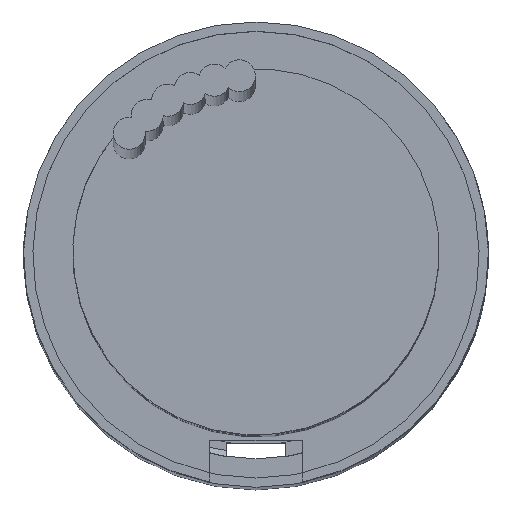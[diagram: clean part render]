
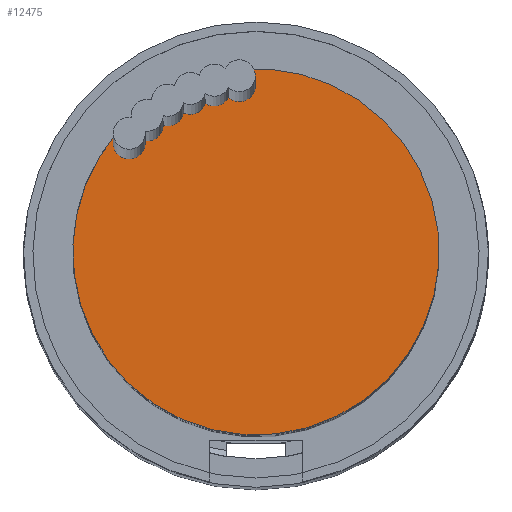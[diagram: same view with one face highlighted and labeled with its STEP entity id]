
A CAD part, top view. The second image highlights one B-rep face of the part: STEP entity #12475.
In plain terms, the highlighted planar face has unit normal (0, 0, 1).
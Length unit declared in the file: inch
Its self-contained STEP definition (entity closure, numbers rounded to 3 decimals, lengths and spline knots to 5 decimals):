
#5445 = CARTESIAN_POINT ( 'NONE',  ( 3.18559, 4.61959, 5.33742 ) ) ;
#5446 = DIRECTION ( 'NONE',  ( -0.807, -0.591, 0. ) ) ;
#5447 = DIRECTION ( 'NONE',  ( 0., 0., 1. ) ) ;
#5448 = CARTESIAN_POINT ( 'NONE',  ( 3.1873, 4.60242, 5.33742 ) ) ;
#5449 = AXIS2_PLACEMENT_3D ( 'NONE', #5448, #5447, #5446 ) ;
#5450 = CIRCLE ( 'NONE', #5449, 0.01725 ) ;
#5673 = CARTESIAN_POINT ( 'NONE',  ( 3.36413, 4.53996, 5.33742 ) ) ;
#5674 = CARTESIAN_POINT ( 'NONE',  ( 3.04625, 4.30717, 5.33742 ) ) ;
#5675 = DIRECTION ( 'NONE',  ( -0.807, -0.591, 0. ) ) ;
#5676 = DIRECTION ( 'NONE',  ( 0., 0., 1. ) ) ;
#5677 = AXIS2_PLACEMENT_3D ( 'NONE', #5683, #5676, #5675 ) ;
#5678 = CIRCLE ( 'NONE', #5677, 0.197 ) ;
#5683 = CARTESIAN_POINT ( 'NONE',  ( 3.20519, 4.42357, 5.33742 ) ) ;
#5729 = CARTESIAN_POINT ( 'NONE',  ( 3.05575, 4.55193, 5.33742 ) ) ;
#5730 = DIRECTION ( 'NONE',  ( -0.807, -0.591, 0. ) ) ;
#5731 = DIRECTION ( 'NONE',  ( 0., 0., 1. ) ) ;
#5732 = CARTESIAN_POINT ( 'NONE',  ( 3.20519, 4.42357, 5.33742 ) ) ;
#5733 = AXIS2_PLACEMENT_3D ( 'NONE', #5732, #5731, #5730 ) ;
#5734 = CIRCLE ( 'NONE', #5733, 0.197 ) ;
#5735 = CARTESIAN_POINT ( 'NONE',  ( 3.20122, 4.61261, 5.33742 ) ) ;
#5808 = CARTESIAN_POINT ( 'NONE',  ( 3.15082, 4.58328, 5.33742 ) ) ;
#5809 = DIRECTION ( 'NONE',  ( -0.807, -0.591, 0. ) ) ;
#5810 = DIRECTION ( 'NONE',  ( 0., 0., 1. ) ) ;
#5811 = CARTESIAN_POINT ( 'NONE',  ( 3.13449, 4.58883, 5.33742 ) ) ;
#5812 = AXIS2_PLACEMENT_3D ( 'NONE', #5811, #5810, #5809 ) ;
#5813 = CIRCLE ( 'NONE', #5812, 0.01725 ) ;
#5815 = CARTESIAN_POINT ( 'NONE',  ( 3.08595, 4.54292, 5.33742 ) ) ;
#5816 = DIRECTION ( 'NONE',  ( -0.807, -0.591, 0. ) ) ;
#5817 = DIRECTION ( 'NONE',  ( 0., 0., 1. ) ) ;
#5818 = AXIS2_PLACEMENT_3D ( 'NONE', #5824, #5817, #5816 ) ;
#5819 = CIRCLE ( 'NONE', #5818, 0.01725 ) ;
#5824 = CARTESIAN_POINT ( 'NONE',  ( 3.08818, 4.56002, 5.33742 ) ) ;
#5853 = DIRECTION ( 'NONE',  ( -0.807, -0.591, 0. ) ) ;
#5854 = DIRECTION ( 'NONE',  ( 0., 0., 1. ) ) ;
#5855 = AXIS2_PLACEMENT_3D ( 'NONE', #5863, #5854, #5853 ) ;
#5856 = CIRCLE ( 'NONE', #5855, 0.197 ) ;
#5863 = CARTESIAN_POINT ( 'NONE',  ( 3.20519, 4.42357, 5.33742 ) ) ;
#5876 = DIRECTION ( 'NONE',  ( -0.807, -0.591, 0. ) ) ;
#5877 = DIRECTION ( 'NONE',  ( 0., 0., 1. ) ) ;
#5878 = AXIS2_PLACEMENT_3D ( 'NONE', #5885, #5877, #5876 ) ;
#5879 = CIRCLE ( 'NONE', #5878, 0.01725 ) ;
#5885 = CARTESIAN_POINT ( 'NONE',  ( 3.11024, 4.57619, 5.33742 ) ) ;
#5887 = CARTESIAN_POINT ( 'NONE',  ( 3.12722, 4.57318, 5.33742 ) ) ;
#5981 = DIRECTION ( 'NONE',  ( -0.807, -0.591, 0. ) ) ;
#5982 = DIRECTION ( 'NONE',  ( 0., 0., 1. ) ) ;
#5983 = CARTESIAN_POINT ( 'NONE',  ( 3.06884, 4.54069, 5.33742 ) ) ;
#5984 = AXIS2_PLACEMENT_3D ( 'NONE', #5983, #5982, #5981 ) ;
#5985 = CIRCLE ( 'NONE', #5984, 0.01725 ) ;
#6061 = CARTESIAN_POINT ( 'NONE',  ( 3.10543, 4.55962, 5.33742 ) ) ;
#6262 = FACE_OUTER_BOUND ( 'NONE', #12476, .T. ) ;
#6263 = DIRECTION ( 'NONE',  ( -0.807, -0.591, 0. ) ) ;
#6264 = DIRECTION ( 'NONE',  ( 0., 0., 1. ) ) ;
#6265 = CARTESIAN_POINT ( 'NONE',  ( 3.1873, 4.60242, 5.33742 ) ) ;
#6266 = AXIS2_PLACEMENT_3D ( 'NONE', #6265, #6264, #6263 ) ;
#6267 = CIRCLE ( 'NONE', #6266, 0.01725 ) ;
#6269 = CARTESIAN_POINT ( 'NONE',  ( 3.17568, 4.58968, 5.33742 ) ) ;
#6299 = DIRECTION ( 'NONE',  ( -0.807, -0.591, 0. ) ) ;
#6300 = DIRECTION ( 'NONE',  ( 0., 0., 1. ) ) ;
#6301 = CARTESIAN_POINT ( 'NONE',  ( 3.16038, 4.59764, 5.33742 ) ) ;
#6302 = AXIS2_PLACEMENT_3D ( 'NONE', #6301, #6300, #6299 ) ;
#6303 = CIRCLE ( 'NONE', #6302, 0.01725 ) ;
#6304 = DIRECTION ( 'NONE',  ( -0.807, -0.591, 0. ) ) ;
#6305 = DIRECTION ( 'NONE',  ( 0., 0., 1. ) ) ;
#6306 = CARTESIAN_POINT ( 'NONE',  ( 3.20519, 4.42357, 5.33742 ) ) ;
#6307 = AXIS2_PLACEMENT_3D ( 'NONE', #6306, #6305, #6304 ) ;
#6308 = PLANE ( 'NONE',  #6307 ) ;
#12210 = EDGE_CURVE ( 'NONE', #12286, #12211, #5450, .T. ) ;
#12211 = VERTEX_POINT ( 'NONE', #5445 ) ;
#12267 = EDGE_CURVE ( 'NONE', #12268, #12269, #5678, .T. ) ;
#12268 = VERTEX_POINT ( 'NONE', #5674 ) ;
#12269 = VERTEX_POINT ( 'NONE', #5673 ) ;
#12286 = VERTEX_POINT ( 'NONE', #5735 ) ;
#12290 = EDGE_CURVE ( 'NONE', #12291, #12268, #5734, .T. ) ;
#12291 = VERTEX_POINT ( 'NONE', #5729 ) ;
#12334 = EDGE_CURVE ( 'NONE', #12335, #12407, #5819, .T. ) ;
#12335 = VERTEX_POINT ( 'NONE', #5815 ) ;
#12339 = EDGE_CURVE ( 'NONE', #12367, #12340, #5813, .T. ) ;
#12340 = VERTEX_POINT ( 'NONE', #5808 ) ;
#12352 = EDGE_CURVE ( 'NONE', #12407, #12367, #5879, .T. ) ;
#12362 = EDGE_CURVE ( 'NONE', #12269, #12211, #5856, .T. ) ;
#12367 = VERTEX_POINT ( 'NONE', #5887 ) ;
#12381 = EDGE_CURVE ( 'NONE', #12291, #12335, #5985, .T. ) ;
#12407 = VERTEX_POINT ( 'NONE', #6061 ) ;
#12459 = ORIENTED_EDGE ( 'NONE', *, *, #12334, .F. ) ;
#12460 = ORIENTED_EDGE ( 'NONE', *, *, #12381, .F. ) ;
#12461 = ORIENTED_EDGE ( 'NONE', *, *, #12290, .T. ) ;
#12462 = ORIENTED_EDGE ( 'NONE', *, *, #12267, .T. ) ;
#12463 = ORIENTED_EDGE ( 'NONE', *, *, #12362, .T. ) ;
#12464 = ORIENTED_EDGE ( 'NONE', *, *, #12210, .F. ) ;
#12472 = VERTEX_POINT ( 'NONE', #6269 ) ;
#12474 = EDGE_CURVE ( 'NONE', #12472, #12286, #6267, .T. ) ;
#12475 = ADVANCED_FACE ( 'NONE', ( #6262 ), #6308, .T. ) ;
#12476 = EDGE_LOOP ( 'NONE', ( #12477, #12478, #12480, #12481, #12459, #12460, #12461, #12462, #12463, #12464 ) ) ;
#12477 = ORIENTED_EDGE ( 'NONE', *, *, #12474, .F. ) ;
#12478 = ORIENTED_EDGE ( 'NONE', *, *, #12479, .F. ) ;
#12479 = EDGE_CURVE ( 'NONE', #12340, #12472, #6303, .T. ) ;
#12480 = ORIENTED_EDGE ( 'NONE', *, *, #12339, .F. ) ;
#12481 = ORIENTED_EDGE ( 'NONE', *, *, #12352, .F. ) ;
